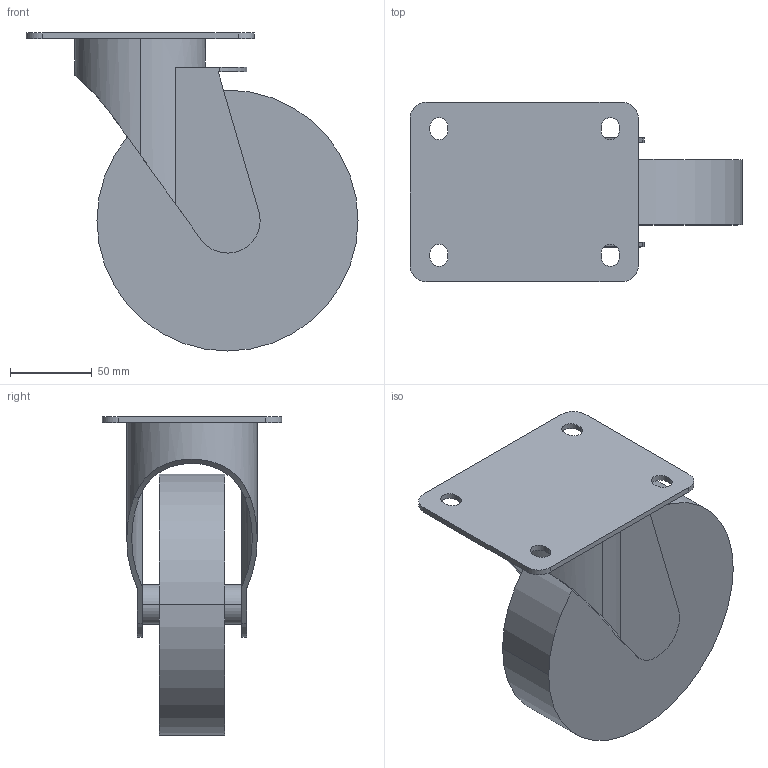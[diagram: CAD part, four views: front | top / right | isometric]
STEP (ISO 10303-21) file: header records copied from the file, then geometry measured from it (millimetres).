
FILE_DESCRIPTION(('STEP AP214'),'1');
FILE_NAME('cctmp_1051110D-F6E2-4536-AC4D-33C35E9E5772_2020_1_15_7_41_20_707..stp','2020-01-15T06:41:20',('Bosch Rexroth AG'),('CADClick - www.CADClick.com'),'Spatial InterOp 3D',' ','unknown authorization - (Healing Option Enabled)');
FILE_SCHEMA(('AUTOMOTIVE_DESIGN'));
Length unit declared in the file: millimetre
Products named in the file (1): 2020_01_15__07-41-20-707
Bounding box: 203.5 x 110 x 195 mm (x, y, z)
Volume: 924664.5 mm3; surface area: 134203.2 mm2
Topology: 1 solids, 1 shells, 53 faces, 145 edges, 97 vertices
Faces by surface type: plane 27, cylinder 26
Entity records: 2345 total; most frequent: CARTESIAN_POINT 476, DIRECTION 306, ORIENTED_EDGE 290, EDGE_CURVE 145, AXIS2_PLACEMENT_3D 110, VERTEX_POINT 97, LINE 86, VECTOR 86
